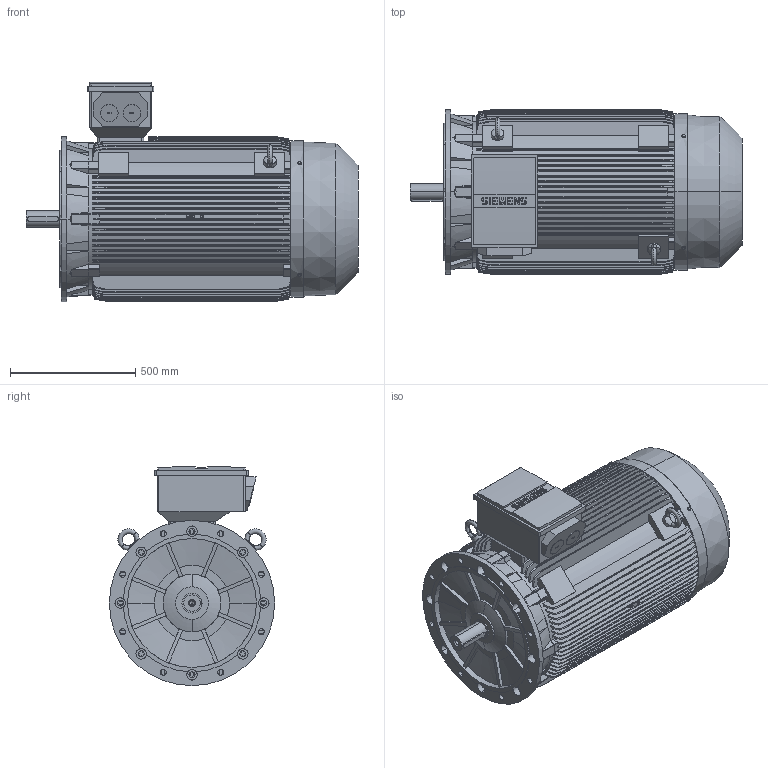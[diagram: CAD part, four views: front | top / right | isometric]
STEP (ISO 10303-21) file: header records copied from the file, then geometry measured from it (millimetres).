
FILE_DESCRIPTION(('STEP AP214'),'1');
FILE_NAME('cctmp_5DA1A9AA-6D38-4B2C-89CE-6AD5234D8BC5_2023_06_26_11_40_13_0237..stp','2023-06-26T09:40:14',('SIEMENS A&D'),('CADClick - www.CADClick.com'),'Spatial InterOp 3D',' ','unknown authorization');
FILE_SCHEMA(('AUTOMOTIVE_DESIGN'));
Length unit declared in the file: millimetre
Products named in the file (1): 1
Bounding box: 1327 x 660 x 876 mm (x, y, z)
Volume: 341382188 mm3; surface area: 8171281 mm2
Topology: 7 solids, 7 shells, 1506 faces, 4194 edges, 2739 vertices
Faces by surface type: plane 726, cylinder 424, torus 300, cone 56
Entity records: 71407 total; most frequent: CARTESIAN_POINT 21557, ORIENTED_EDGE 8376, DIRECTION 7366, EDGE_CURVE 4188, VERTEX_POINT 2739, AXIS2_PLACEMENT_3D 2647, LINE 2072, VECTOR 2072
